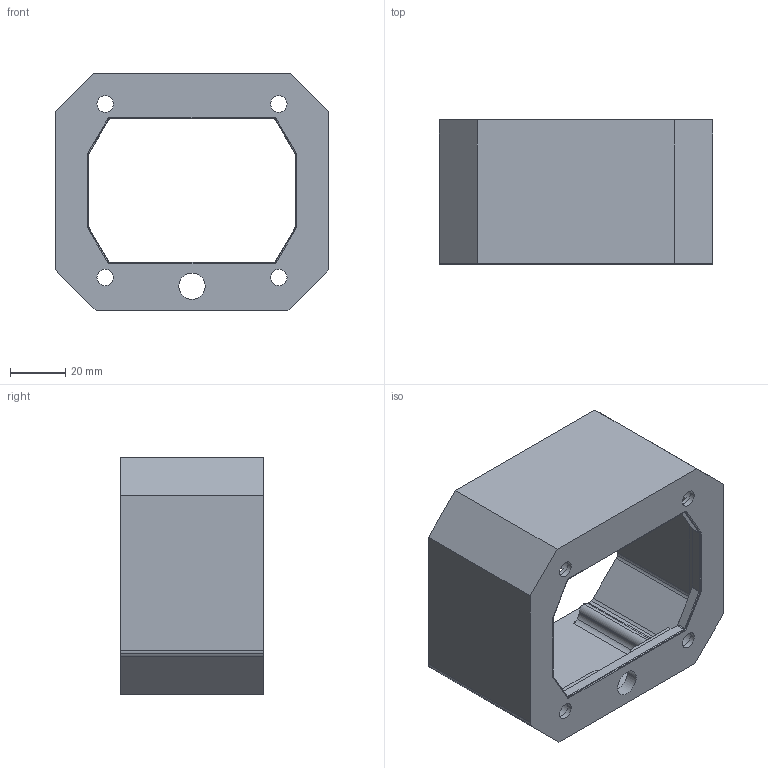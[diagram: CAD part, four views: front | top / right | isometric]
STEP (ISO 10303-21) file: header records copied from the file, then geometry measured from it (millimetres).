
FILE_DESCRIPTION(('STEP AP214'),'1');
FILE_NAME('tmp0.step','2021-04-14T22:29:48',(' '),(' '),'Spatial InterOp 3D',' ',' ');
FILE_SCHEMA(('automotive_design'));
Length unit declared in the file: millimetre
Products named in the file (1): 1
Bounding box: 99 x 52.1 x 85.95 mm (x, y, z)
Volume: 60564.1 mm3; surface area: 44205.9 mm2
Topology: 1 solids, 1 shells, 229 faces, 606 edges, 385 vertices
Faces by surface type: cylinder 140, plane 58, bspline 21, torus 8, sphere 2
Entity records: 13275 total; most frequent: CARTESIAN_POINT 5549, DIRECTION 1310, ORIENTED_EDGE 1212, EDGE_CURVE 606, AXIS2_PLACEMENT_3D 516, VERTEX_POINT 385, LINE 278, VECTOR 278
